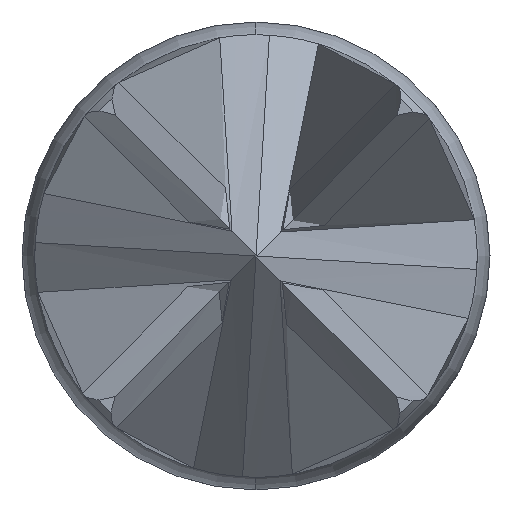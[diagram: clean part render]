
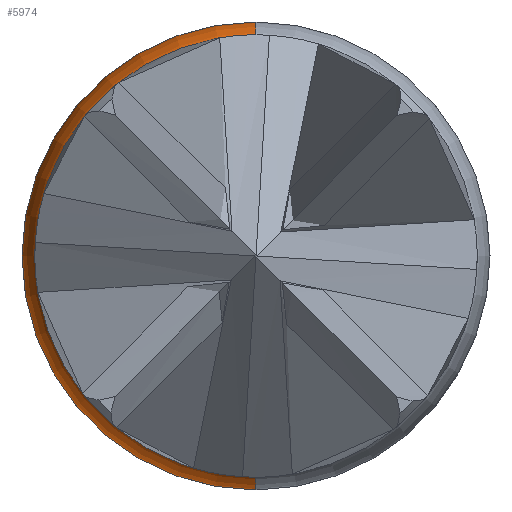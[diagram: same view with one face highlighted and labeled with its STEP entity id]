
A CAD part, left-side view. The second image highlights one B-rep face of the part: STEP entity #5974.
In plain terms, the highlighted toroidal (fillet/blend) face has major radius 0.292 mm and minor radius 0.218 mm.
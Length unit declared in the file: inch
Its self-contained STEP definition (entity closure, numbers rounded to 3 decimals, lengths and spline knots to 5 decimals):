
#1 = FACE_OUTER_BOUND ( 'NONE', #7003, .T. ) ;
#401 = DIRECTION ( 'NONE',  ( 1., 0., 0. ) ) ;
#672 = DIRECTION ( 'NONE',  ( 0., 0., -1. ) ) ;
#807 = EDGE_CURVE ( 'NONE', #6204, #7490, #4826, .T. ) ;
#1027 = ORIENTED_EDGE ( 'NONE', *, *, #2197, .F. ) ;
#1105 = ORIENTED_EDGE ( 'NONE', *, *, #5024, .T. ) ;
#1177 = TOROIDAL_SURFACE ( 'NONE', #5167, 0.0115, 0.0086 ) ;
#1527 = DIRECTION ( 'NONE',  ( 0., 0., 1. ) ) ;
#1557 = CARTESIAN_POINT ( 'NONE',  ( 0.05786, 0., 0.0115 ) ) ;
#1717 = DIRECTION ( 'NONE',  ( 0., 0., -1. ) ) ;
#1865 = CIRCLE ( 'NONE', #6157, 0.0086 ) ;
#1881 = ORIENTED_EDGE ( 'NONE', *, *, #807, .F. ) ;
#2008 = CARTESIAN_POINT ( 'NONE',  ( 0.05786, 0., 0.0201 ) ) ;
#2197 = EDGE_CURVE ( 'NONE', #7490, #5585, #4571, .T. ) ;
#2375 = DIRECTION ( 'NONE',  ( 0., 0., -1. ) ) ;
#2582 = CARTESIAN_POINT ( 'NONE',  ( 0.05289, 0., 0.01852 ) ) ;
#2629 = DIRECTION ( 'NONE',  ( 0., 0., -1. ) ) ;
#2753 = AXIS2_PLACEMENT_3D ( 'NONE', #6282, #6840, #2629 ) ;
#3076 = CIRCLE ( 'NONE', #2753, 0.01852 ) ;
#3101 = AXIS2_PLACEMENT_3D ( 'NONE', #4919, #7394, #672 ) ;
#3522 = ORIENTED_EDGE ( 'NONE', *, *, #7143, .T. ) ;
#3523 = CARTESIAN_POINT ( 'NONE',  ( 0.05786, 0., -0.0115 ) ) ;
#4152 = DIRECTION ( 'NONE',  ( 0., -1., 0. ) ) ;
#4469 = AXIS2_PLACEMENT_3D ( 'NONE', #3523, #4152, #1717 ) ;
#4553 = DIRECTION ( 'NONE',  ( 0., 1., 0. ) ) ;
#4571 = CIRCLE ( 'NONE', #3101, 0.0201 ) ;
#4826 = CIRCLE ( 'NONE', #4469, 0.0086 ) ;
#4919 = CARTESIAN_POINT ( 'NONE',  ( 0.05786, 0., 0. ) ) ;
#5024 = EDGE_CURVE ( 'NONE', #6204, #6782, #3076, .T. ) ;
#5167 = AXIS2_PLACEMENT_3D ( 'NONE', #6014, #401, #2375 ) ;
#5585 = VERTEX_POINT ( 'NONE', #2008 ) ;
#5974 = ADVANCED_FACE ( 'NONE', ( #1 ), #1177, .T. ) ;
#6014 = CARTESIAN_POINT ( 'NONE',  ( 0.05786, 0., 0. ) ) ;
#6157 = AXIS2_PLACEMENT_3D ( 'NONE', #1557, #4553, #1527 ) ;
#6204 = VERTEX_POINT ( 'NONE', #7664 ) ;
#6282 = CARTESIAN_POINT ( 'NONE',  ( 0.05289, 0., 0. ) ) ;
#6782 = VERTEX_POINT ( 'NONE', #2582 ) ;
#6805 = CARTESIAN_POINT ( 'NONE',  ( 0.05786, 0., -0.0201 ) ) ;
#6840 = DIRECTION ( 'NONE',  ( 1., 0., 0. ) ) ;
#7003 = EDGE_LOOP ( 'NONE', ( #1105, #3522, #1027, #1881 ) ) ;
#7143 = EDGE_CURVE ( 'NONE', #6782, #5585, #1865, .T. ) ;
#7394 = DIRECTION ( 'NONE',  ( 1., 0., 0. ) ) ;
#7490 = VERTEX_POINT ( 'NONE', #6805 ) ;
#7664 = CARTESIAN_POINT ( 'NONE',  ( 0.05289, 0., -0.01852 ) ) ;
